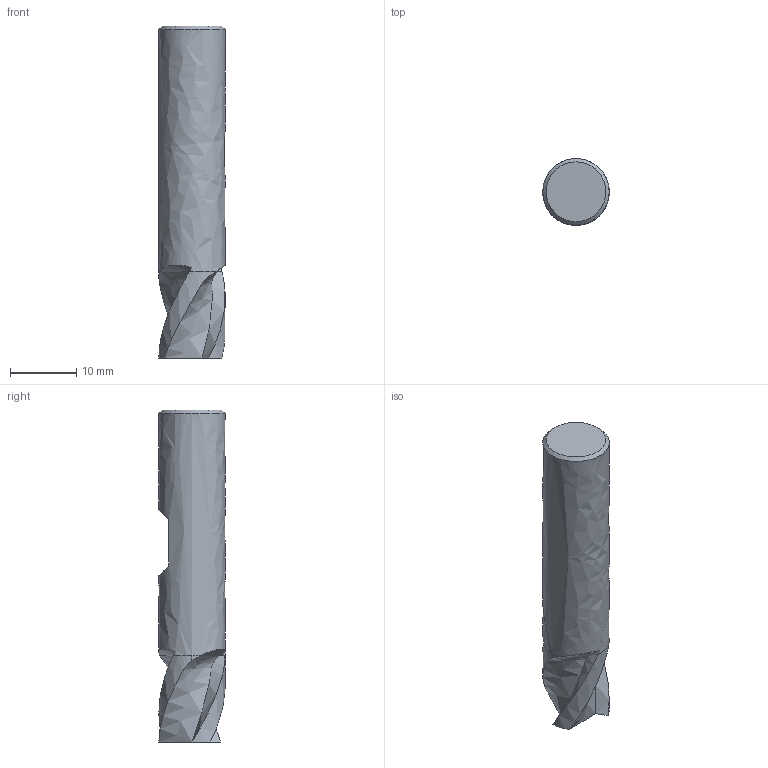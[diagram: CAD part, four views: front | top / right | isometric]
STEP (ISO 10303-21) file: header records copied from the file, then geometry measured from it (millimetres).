
FILE_DESCRIPTION(('STEP'), '1');
FILE_NAME('2510090100.stp', '2023-01-10T15:24:26', ('TDM Systems GmbH'), ('TDM Systems GmbH'), 'HarmonyWare STEP v2.1.2-dev Express v3.0.0.0', 'TDM', 'Unknown');
FILE_SCHEMA(('AUTOMOTIVE_DESIGN'));
Length unit declared in the file: millimetre
Products named in the file (1): NONE
Bounding box: 10 x 10 x 50 mm (x, y, z)
Volume: 3421.9 mm3; surface area: 1841.1 mm2
Topology: 2 solids, 2 shells, 25 faces, 69 edges, 54 vertices
Faces by surface type: bspline 18, plane 7
Entity records: 2327 total; most frequent: CARTESIAN_POINT 1717, ORIENTED_EDGE 130, DIRECTION 81, EDGE_CURVE 65, VERTEX_POINT 45, LINE 29, VECTOR 29, AXIS2_PLACEMENT_3D 26
